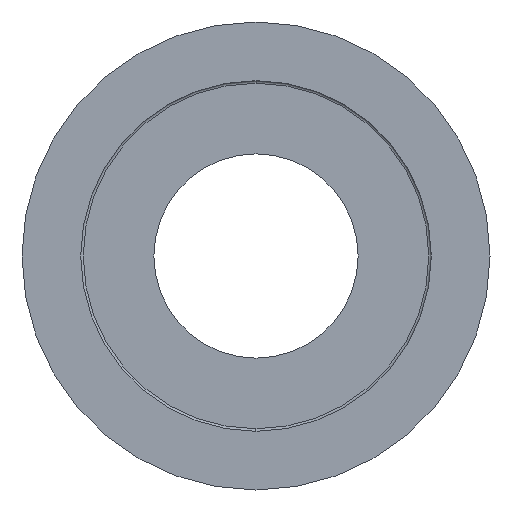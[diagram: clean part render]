
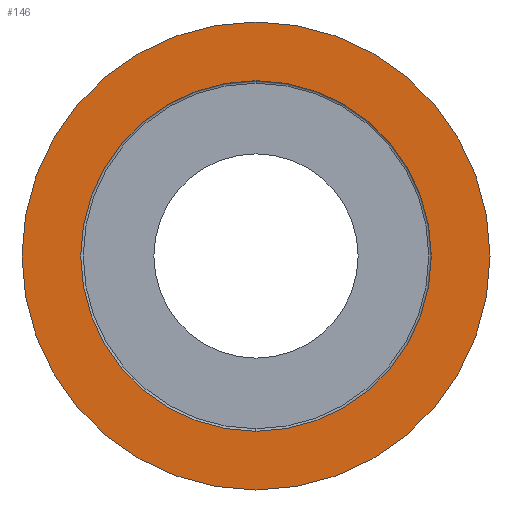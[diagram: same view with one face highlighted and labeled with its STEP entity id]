
A CAD part, left-side view. The second image highlights one B-rep face of the part: STEP entity #146.
In plain terms, the highlighted planar face has unit normal (-1, 0, 0).
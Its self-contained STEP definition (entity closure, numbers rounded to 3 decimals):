
#22 = AXIS2_PLACEMENT_3D ( 'NONE', #821, #497, #67 ) ;
#67 = DIRECTION ( 'NONE',  ( 0., 0., 1. ) ) ;
#76 = AXIS2_PLACEMENT_3D ( 'NONE', #672, #251, #729 ) ;
#82 = EDGE_CURVE ( 'NONE', #725, #147, #745, .T. ) ;
#97 = AXIS2_PLACEMENT_3D ( 'NONE', #751, #583, #787 ) ;
#101 = ORIENTED_EDGE ( 'NONE', *, *, #174, .F. ) ;
#104 = VERTEX_POINT ( 'NONE', #435 ) ;
#133 = ORIENTED_EDGE ( 'NONE', *, *, #656, .F. ) ;
#139 = AXIS2_PLACEMENT_3D ( 'NONE', #625, #264, #377 ) ;
#146 = ADVANCED_FACE ( 'NONE', ( #769, #688 ), #362, .F. ) ;
#147 = VERTEX_POINT ( 'NONE', #552 ) ;
#174 = EDGE_CURVE ( 'NONE', #454, #104, #722, .T. ) ;
#251 = DIRECTION ( 'NONE',  ( -1., 0., 0. ) ) ;
#264 = DIRECTION ( 'NONE',  ( -1., 0., 0. ) ) ;
#270 = ORIENTED_EDGE ( 'NONE', *, *, #82, .T. ) ;
#274 = AXIS2_PLACEMENT_3D ( 'NONE', #416, #528, #647 ) ;
#305 = ORIENTED_EDGE ( 'NONE', *, *, #678, .T. ) ;
#362 = PLANE ( 'NONE',  #97 ) ;
#377 = DIRECTION ( 'NONE',  ( 0., 0., 1. ) ) ;
#416 = CARTESIAN_POINT ( 'NONE',  ( 0., 0., 0. ) ) ;
#435 = CARTESIAN_POINT ( 'NONE',  ( 0., 0., -20.6 ) ) ;
#454 = VERTEX_POINT ( 'NONE', #531 ) ;
#497 = DIRECTION ( 'NONE',  ( -1., 0., 0. ) ) ;
#528 = DIRECTION ( 'NONE',  ( -1., 0., 0. ) ) ;
#531 = CARTESIAN_POINT ( 'NONE',  ( 0., 0., 20.6 ) ) ;
#547 = CIRCLE ( 'NONE', #76, 27.5 ) ;
#552 = CARTESIAN_POINT ( 'NONE',  ( 0., 0., 27.5 ) ) ;
#555 = CARTESIAN_POINT ( 'NONE',  ( 0., 0., -27.5 ) ) ;
#583 = DIRECTION ( 'NONE',  ( 1., 0., 0. ) ) ;
#625 = CARTESIAN_POINT ( 'NONE',  ( 0., 0., 0. ) ) ;
#647 = DIRECTION ( 'NONE',  ( 0., 0., 1. ) ) ;
#656 = EDGE_CURVE ( 'NONE', #104, #454, #666, .T. ) ;
#666 = CIRCLE ( 'NONE', #22, 20.6 ) ;
#672 = CARTESIAN_POINT ( 'NONE',  ( 0., 0., 0. ) ) ;
#678 = EDGE_CURVE ( 'NONE', #147, #725, #547, .T. ) ;
#688 = FACE_OUTER_BOUND ( 'NONE', #739, .T. ) ;
#722 = CIRCLE ( 'NONE', #139, 20.6 ) ;
#725 = VERTEX_POINT ( 'NONE', #555 ) ;
#729 = DIRECTION ( 'NONE',  ( 0., 0., 1. ) ) ;
#739 = EDGE_LOOP ( 'NONE', ( #305, #270 ) ) ;
#745 = CIRCLE ( 'NONE', #274, 27.5 ) ;
#751 = CARTESIAN_POINT ( 'NONE',  ( 0., 0., -20.6 ) ) ;
#769 = FACE_BOUND ( 'NONE', #858, .T. ) ;
#787 = DIRECTION ( 'NONE',  ( 0., 0., -1. ) ) ;
#821 = CARTESIAN_POINT ( 'NONE',  ( 0., 0., 0. ) ) ;
#858 = EDGE_LOOP ( 'NONE', ( #101, #133 ) ) ;
